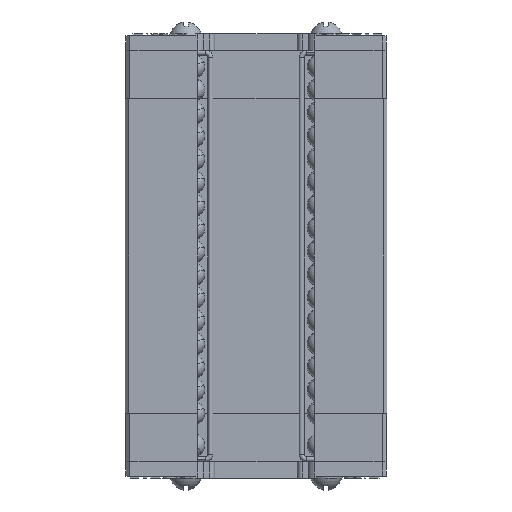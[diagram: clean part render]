
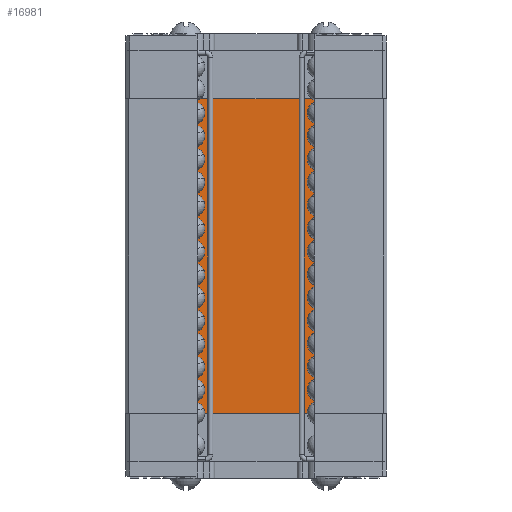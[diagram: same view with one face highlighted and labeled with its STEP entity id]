
A CAD part, front view. The second image highlights one B-rep face of the part: STEP entity #16981.
In plain terms, the highlighted planar face has unit normal (0, -1, 0).
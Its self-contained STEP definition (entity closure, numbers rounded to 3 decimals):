
#14 = CARTESIAN_POINT ( 'NONE',  ( -6., 0., 16.2 ) ) ;
#289 = DIRECTION ( 'NONE',  ( 0., -1., 0. ) ) ;
#434 = ORIENTED_EDGE ( 'NONE', *, *, #19166, .T. ) ;
#1108 = CARTESIAN_POINT ( 'NONE',  ( -6., 0., 16.2 ) ) ;
#2536 = VECTOR ( 'NONE', #20480, 1000. ) ;
#2538 = EDGE_CURVE ( 'NONE', #3492, #15126, #6712, .T. ) ;
#2859 = VECTOR ( 'NONE', #15655, 1000. ) ;
#3492 = VERTEX_POINT ( 'NONE', #8244 ) ;
#3613 = VECTOR ( 'NONE', #12400, 1000. ) ;
#3756 = LINE ( 'NONE', #14, #3613 ) ;
#4038 = CARTESIAN_POINT ( 'NONE',  ( 6., 0., -16.2 ) ) ;
#4940 = EDGE_CURVE ( 'NONE', #15126, #12131, #20658, .T. ) ;
#5193 = ORIENTED_EDGE ( 'NONE', *, *, #19040, .T. ) ;
#5218 = VECTOR ( 'NONE', #13869, 1000. ) ;
#5229 = CARTESIAN_POINT ( 'NONE',  ( 6., 0., 16.2 ) ) ;
#6712 = LINE ( 'NONE', #5229, #5218 ) ;
#6984 = EDGE_LOOP ( 'NONE', ( #434, #8051, #10662, #5193 ) ) ;
#8051 = ORIENTED_EDGE ( 'NONE', *, *, #4940, .F. ) ;
#8244 = CARTESIAN_POINT ( 'NONE',  ( 6., 0., 16.2 ) ) ;
#10662 = ORIENTED_EDGE ( 'NONE', *, *, #2538, .F. ) ;
#10672 = VERTEX_POINT ( 'NONE', #1108 ) ;
#12021 = CARTESIAN_POINT ( 'NONE',  ( 0., 0., -16.2 ) ) ;
#12131 = VERTEX_POINT ( 'NONE', #19854 ) ;
#12346 = FACE_OUTER_BOUND ( 'NONE', #6984, .T. ) ;
#12400 = DIRECTION ( 'NONE',  ( 0., 0., -1. ) ) ;
#12451 = CARTESIAN_POINT ( 'NONE',  ( 0., 0., 16.2 ) ) ;
#13869 = DIRECTION ( 'NONE',  ( 0., 0., -1. ) ) ;
#14260 = DIRECTION ( 'NONE',  ( 1., 0., 0. ) ) ;
#15126 = VERTEX_POINT ( 'NONE', #4038 ) ;
#15655 = DIRECTION ( 'NONE',  ( -1., 0., 0. ) ) ;
#16270 = AXIS2_PLACEMENT_3D ( 'NONE', #12451, #289, #14260 ) ;
#16832 = LINE ( 'NONE', #18658, #2536 ) ;
#16981 = ADVANCED_FACE ( 'NONE', ( #12346 ), #19276, .T. ) ;
#18658 = CARTESIAN_POINT ( 'NONE',  ( 0., 0., 16.2 ) ) ;
#19040 = EDGE_CURVE ( 'NONE', #3492, #10672, #16832, .T. ) ;
#19166 = EDGE_CURVE ( 'NONE', #10672, #12131, #3756, .T. ) ;
#19276 = PLANE ( 'NONE',  #16270 ) ;
#19854 = CARTESIAN_POINT ( 'NONE',  ( -6., 0., -16.2 ) ) ;
#20480 = DIRECTION ( 'NONE',  ( -1., 0., 0. ) ) ;
#20658 = LINE ( 'NONE', #12021, #2859 ) ;
